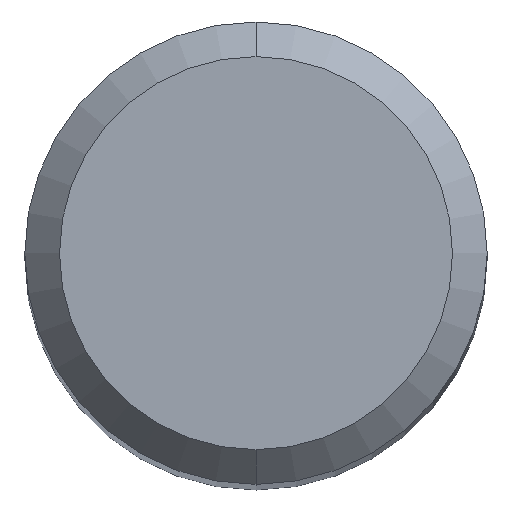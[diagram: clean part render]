
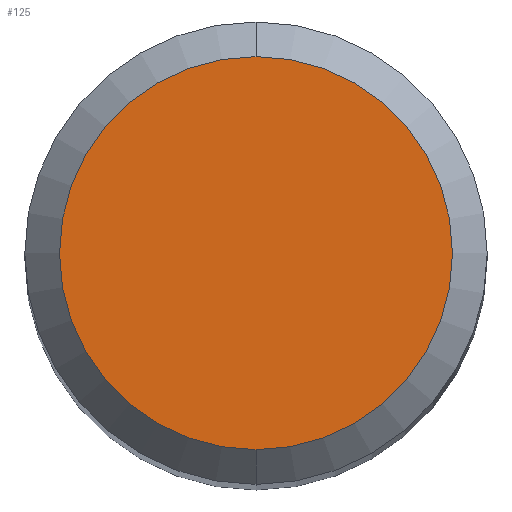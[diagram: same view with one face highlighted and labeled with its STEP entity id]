
A CAD part, top view. The second image highlights one B-rep face of the part: STEP entity #125.
In plain terms, the highlighted planar face has unit normal (0, 0, 1).
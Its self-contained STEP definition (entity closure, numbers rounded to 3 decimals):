
#125=ADVANCED_FACE('',(#274),#275,.T.);
#149=VERTEX_POINT('',#302);
#183=EDGE_CURVE('',#149,#185,#339,.T.);
#185=VERTEX_POINT('',#341);
#215=EDGE_CURVE('',#185,#149,#377,.T.);
#274=FACE_OUTER_BOUND('',#440,.T.);
#275=PLANE('',#441);
#302=CARTESIAN_POINT('',(0.0,1.7,0.0));
#339=CIRCLE('',#517,1.7);
#341=CARTESIAN_POINT('',(0.,-1.7,0.0));
#377=CIRCLE('',#565,1.7);
#440=EDGE_LOOP('',(#613,#614));
#441=AXIS2_PLACEMENT_3D('',#615,#616,#617);
#517=AXIS2_PLACEMENT_3D('',#692,#693,#694);
#565=AXIS2_PLACEMENT_3D('',#758,#759,#760);
#613=ORIENTED_EDGE('',*,*,#183,.F.);
#614=ORIENTED_EDGE('',*,*,#215,.F.);
#615=CARTESIAN_POINT('',(0.0,0.85,0.0));
#616=DIRECTION('',(-0.0,0.0,1.0));
#617=DIRECTION('',(0.0,-1.0,0.0));
#692=CARTESIAN_POINT('',(0.0,0.0,0.0));
#693=DIRECTION('',(0.0,0.0,-1.0));
#694=DIRECTION('',(0.0,1.0,0.0));
#758=CARTESIAN_POINT('',(0.0,0.0,0.0));
#759=DIRECTION('',(0.0,0.0,-1.0));
#760=DIRECTION('',(0.0,1.0,0.0));
